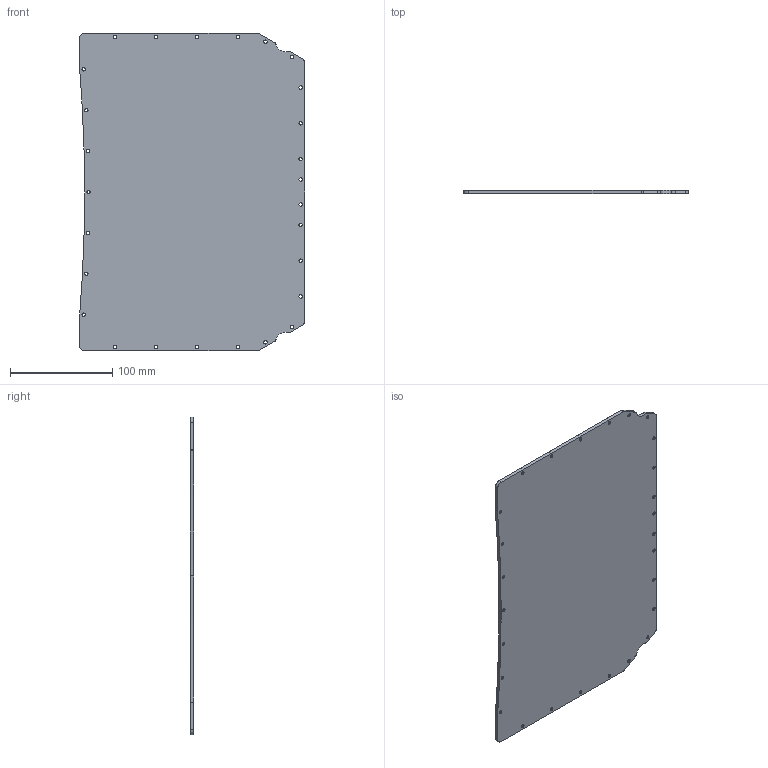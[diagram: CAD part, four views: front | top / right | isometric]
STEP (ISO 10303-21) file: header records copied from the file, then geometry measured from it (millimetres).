
FILE_DESCRIPTION(/* description */ (''),/* implementation_level */ '2;1');
FILE_NAME(/* name */ 'Odyssey Battery Casing (Lid).step',/* time_stamp */ '2024-08-25T02:53:46+01:00',/* author */ (''),/* organization */ (''),/* preprocessor_version */ 'ST-DEVELOPER v20',/* originating_system */ 'Autodesk Translation Framework v13.14.0.145',/* authorisation */ '');
FILE_SCHEMA (('AUTOMOTIVE_DESIGN { 1 0 10303 214 3 1 1 }'));
Length unit declared in the file: millimetre
Products named in the file (1): Avalon Series Battery Casing
Bounding box: 220.2 x 3 x 310.76 mm (x, y, z)
Volume: 197774.4 mm3; surface area: 135968.6 mm2
Topology: 1 solids, 1 shells, 80 faces, 207 edges, 129 vertices
Faces by surface type: cylinder 42, cone 27, plane 11
Full cylindrical faces by diameter (mm): 3.3 x27
Entity records: 2610 total; most frequent: DIRECTION 480, CARTESIAN_POINT 417, ORIENTED_EDGE 414, EDGE_CURVE 207, AXIS2_PLACEMENT_3D 192, EDGE_LOOP 134, VERTEX_POINT 129, CIRCLE 111
